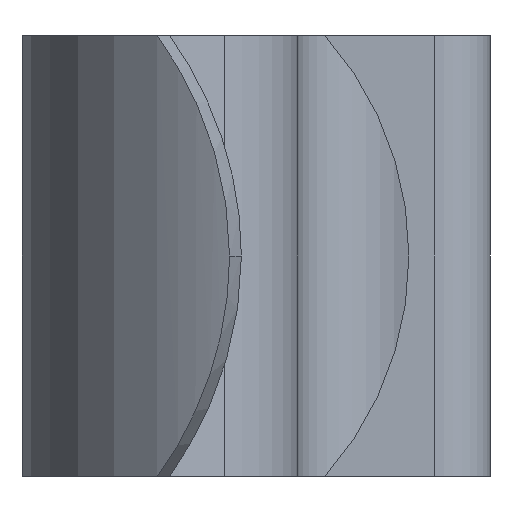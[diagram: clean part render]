
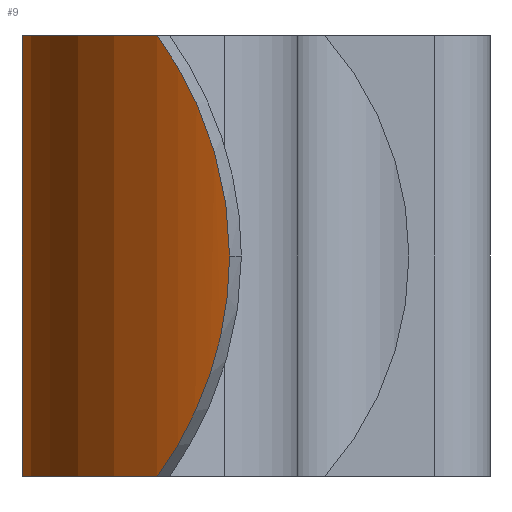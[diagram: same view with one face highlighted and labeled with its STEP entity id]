
A CAD part, left-side view. The second image highlights one B-rep face of the part: STEP entity #9.
In plain terms, the highlighted cylindrical face has radius 10.338 mm (diameter 20.676 mm), a partial arc.
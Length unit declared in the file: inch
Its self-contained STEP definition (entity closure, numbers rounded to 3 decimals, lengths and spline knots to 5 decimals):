
#9 = ADVANCED_FACE ( 'NONE', ( #614 ), #34, .T. ) ;
#10 = DIRECTION ( 'NONE',  ( 1., 0., 0. ) ) ;
#12 = LINE ( 'NONE', #457, #227 ) ;
#16 = VERTEX_POINT ( 'NONE', #313 ) ;
#19 = DIRECTION ( 'NONE',  ( 0., 0., 1. ) ) ;
#24 = CARTESIAN_POINT ( 'NONE',  ( -0.3125, 0.125, 0. ) ) ;
#25 = VERTEX_POINT ( 'NONE', #59 ) ;
#34 = CYLINDRICAL_SURFACE ( 'NONE', #188, 0.407 ) ;
#42 = CARTESIAN_POINT ( 'NONE',  ( -0.68123, 0.29735, 0.20394 ) ) ;
#47 = CARTESIAN_POINT ( 'NONE',  ( -0.67763, 0.30485, 0.15915 ) ) ;
#52 = CARTESIAN_POINT ( 'NONE',  ( -0.67492, 0.31038, 0.13726 ) ) ;
#59 = CARTESIAN_POINT ( 'NONE',  ( -0.63182, 0.37736, 0.5 ) ) ;
#64 = CARTESIAN_POINT ( 'NONE',  ( -0.6691, 0.32122, 0.10519 ) ) ;
#73 = AXIS2_PLACEMENT_3D ( 'NONE', #24, #19, #10 ) ;
#74 = EDGE_CURVE ( 'NONE', #446, #25, #174, .T. ) ;
#94 = CARTESIAN_POINT ( 'NONE',  ( -0.66685, 0.32528, 0.0946 ) ) ;
#103 = CARTESIAN_POINT ( 'NONE',  ( 0.04676, 0.31626, 0. ) ) ;
#117 = CARTESIAN_POINT ( 'NONE',  ( 0.04676, 0.31626, 0.5 ) ) ;
#150 = CARTESIAN_POINT ( 'NONE',  ( -0.68211, 0.2954, 0.22697 ) ) ;
#174 = B_SPLINE_CURVE_WITH_KNOTS ( 'NONE', 3,
 ( #455, #218, #647, #615, #712, #208, #383, #243, #339, #401, #658, #234, #214, #571 ),
 .UNSPECIFIED., .F., .F.,
 ( 4, 2, 2, 2, 2, 2, 4 ),
 ( 0.00692, 0.00865, 0.00952, 0.01038, 0.01211, 0.01298, 0.01385 ),
 .UNSPECIFIED. ) ;
#188 = AXIS2_PLACEMENT_3D ( 'NONE', #709, #580, #660 ) ;
#205 = CARTESIAN_POINT ( 'NONE',  ( -0.68211, 0.2954, 0.25 ) ) ;
#208 = CARTESIAN_POINT ( 'NONE',  ( -0.67466, 0.31073, 0.36236 ) ) ;
#214 = CARTESIAN_POINT ( 'NONE',  ( -0.63666, 0.37123, 0.49151 ) ) ;
#218 = CARTESIAN_POINT ( 'NONE',  ( -0.68211, 0.2954, 0.27305 ) ) ;
#227 = VECTOR ( 'NONE', #404, 39.37008 ) ;
#234 = CARTESIAN_POINT ( 'NONE',  ( -0.64107, 0.36528, 0.48262 ) ) ;
#243 = CARTESIAN_POINT ( 'NONE',  ( -0.66717, 0.32481, 0.40546 ) ) ;
#255 = CARTESIAN_POINT ( 'NONE',  ( -0.68211, 0.2954, 0.25 ) ) ;
#293 = EDGE_CURVE ( 'NONE', #577, #467, #12, .T. ) ;
#313 = CARTESIAN_POINT ( 'NONE',  ( -0.63182, 0.37736, 0. ) ) ;
#328 = EDGE_CURVE ( 'NONE', #577, #25, #632, .T. ) ;
#338 = EDGE_LOOP ( 'NONE', ( #431, #447, #469, #478, #480 ) ) ;
#339 = CARTESIAN_POINT ( 'NONE',  ( -0.6622, 0.33357, 0.42584 ) ) ;
#383 = CARTESIAN_POINT ( 'NONE',  ( -0.673, 0.31396, 0.37333 ) ) ;
#385 = CIRCLE ( 'NONE', #73, 0.407 ) ;
#401 = CARTESIAN_POINT ( 'NONE',  ( -0.6526, 0.34864, 0.45488 ) ) ;
#404 = DIRECTION ( 'NONE',  ( 0., 0., -1. ) ) ;
#413 = CARTESIAN_POINT ( 'NONE',  ( -0.6415, 0.36511, 0.01697 ) ) ;
#421 = CARTESIAN_POINT ( 'NONE',  ( -0.6589, 0.33876, 0.06415 ) ) ;
#423 = AXIS2_PLACEMENT_3D ( 'NONE', #671, #691, #689 ) ;
#431 = ORIENTED_EDGE ( 'NONE', *, *, #627, .T. ) ;
#435 = B_SPLINE_CURVE_WITH_KNOTS ( 'NONE', 3,
 ( #438, #413, #553, #421, #731, #94, #64, #52, #47, #42, #150, #255 ),
 .UNSPECIFIED., .F., .F.,
 ( 4, 2, 2, 2, 2, 4 ),
 ( 0., 0.00173, 0.0026, 0.00346, 0.00519, 0.00692 ),
 .UNSPECIFIED. ) ;
#438 = CARTESIAN_POINT ( 'NONE',  ( -0.63182, 0.37736, 0. ) ) ;
#446 = VERTEX_POINT ( 'NONE', #205 ) ;
#447 = ORIENTED_EDGE ( 'NONE', *, *, #74, .T. ) ;
#455 = CARTESIAN_POINT ( 'NONE',  ( -0.68211, 0.2954, 0.25 ) ) ;
#457 = CARTESIAN_POINT ( 'NONE',  ( 0.04676, 0.31626, 0.5 ) ) ;
#467 = VERTEX_POINT ( 'NONE', #103 ) ;
#469 = ORIENTED_EDGE ( 'NONE', *, *, #328, .F. ) ;
#478 = ORIENTED_EDGE ( 'NONE', *, *, #293, .T. ) ;
#480 = ORIENTED_EDGE ( 'NONE', *, *, #493, .T. ) ;
#493 = EDGE_CURVE ( 'NONE', #467, #16, #385, .T. ) ;
#553 = CARTESIAN_POINT ( 'NONE',  ( -0.64929, 0.35384, 0.03515 ) ) ;
#571 = CARTESIAN_POINT ( 'NONE',  ( -0.63182, 0.37736, 0.5 ) ) ;
#577 = VERTEX_POINT ( 'NONE', #117 ) ;
#580 = DIRECTION ( 'NONE',  ( 0., 0., -1. ) ) ;
#614 = FACE_OUTER_BOUND ( 'NONE', #338, .T. ) ;
#615 = CARTESIAN_POINT ( 'NONE',  ( -0.67857, 0.3029, 0.32927 ) ) ;
#627 = EDGE_CURVE ( 'NONE', #16, #446, #435, .T. ) ;
#632 = CIRCLE ( 'NONE', #423, 0.407 ) ;
#647 = CARTESIAN_POINT ( 'NONE',  ( -0.68125, 0.29732, 0.29574 ) ) ;
#658 = CARTESIAN_POINT ( 'NONE',  ( -0.64904, 0.35399, 0.4643 ) ) ;
#660 = DIRECTION ( 'NONE',  ( -1., 0., 0. ) ) ;
#671 = CARTESIAN_POINT ( 'NONE',  ( -0.3125, 0.125, 0.5 ) ) ;
#689 = DIRECTION ( 'NONE',  ( 1., 0., 0. ) ) ;
#691 = DIRECTION ( 'NONE',  ( 0., 0., 1. ) ) ;
#709 = CARTESIAN_POINT ( 'NONE',  ( -0.3125, 0.125, 0.5 ) ) ;
#712 = CARTESIAN_POINT ( 'NONE',  ( -0.67744, 0.30521, 0.34036 ) ) ;
#731 = CARTESIAN_POINT ( 'NONE',  ( -0.66175, 0.33404, 0.0741 ) ) ;
